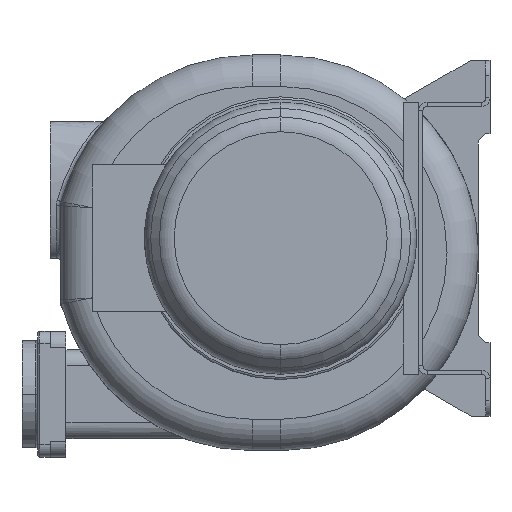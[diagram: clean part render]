
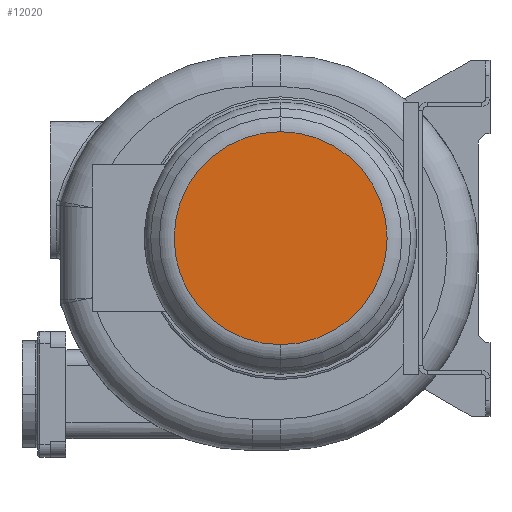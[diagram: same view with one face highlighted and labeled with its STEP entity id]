
A CAD part, left-side view. The second image highlights one B-rep face of the part: STEP entity #12020.
In plain terms, the highlighted planar face has unit normal (-1, 0, 0).
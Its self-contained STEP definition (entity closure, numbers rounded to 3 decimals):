
#1=CARTESIAN_POINT('',(0.,0.,0.));
#2=DIRECTION('',(-1.,0.,0.));
#3=DIRECTION('',(0.,0.,-1.));
#4=AXIS2_PLACEMENT_3D('',#1,#2,#3);
#6=CARTESIAN_POINT('',(0.,0.,0.));
#7=DIRECTION('',(-1.,0.,0.));
#8=DIRECTION('',(0.,0.,1.));
#9=AXIS2_PLACEMENT_3D('',#6,#7,#8);
#10676=CARTESIAN_POINT('',(0.,0.,-101.716));
#10677=CARTESIAN_POINT('',(0.,0.,101.716));
#10678=VERTEX_POINT('',#10676);
#10679=VERTEX_POINT('',#10677);
#12009=CARTESIAN_POINT('',(0.,0.,0.));
#12010=DIRECTION('',(1.,0.,0.));
#12011=DIRECTION('',(0.,0.,-1.));
#12012=AXIS2_PLACEMENT_3D('',#12009,#12010,#12011);
#12013=PLANE('',#12012);
#12015=ORIENTED_EDGE('',*,*,#12014,.F.);
#12017=ORIENTED_EDGE('',*,*,#12016,.F.);
#12018=EDGE_LOOP('',(#12015,#12017));
#12019=FACE_OUTER_BOUND('',#12018,.F.);
#12020=ADVANCED_FACE('',(#12019),#12013,.F.);
#5=CIRCLE('',#4,101.716);
#10=CIRCLE('',#9,101.716);
#12014=EDGE_CURVE('',#10678,#10679,#5,.T.);
#12016=EDGE_CURVE('',#10679,#10678,#10,.T.);
